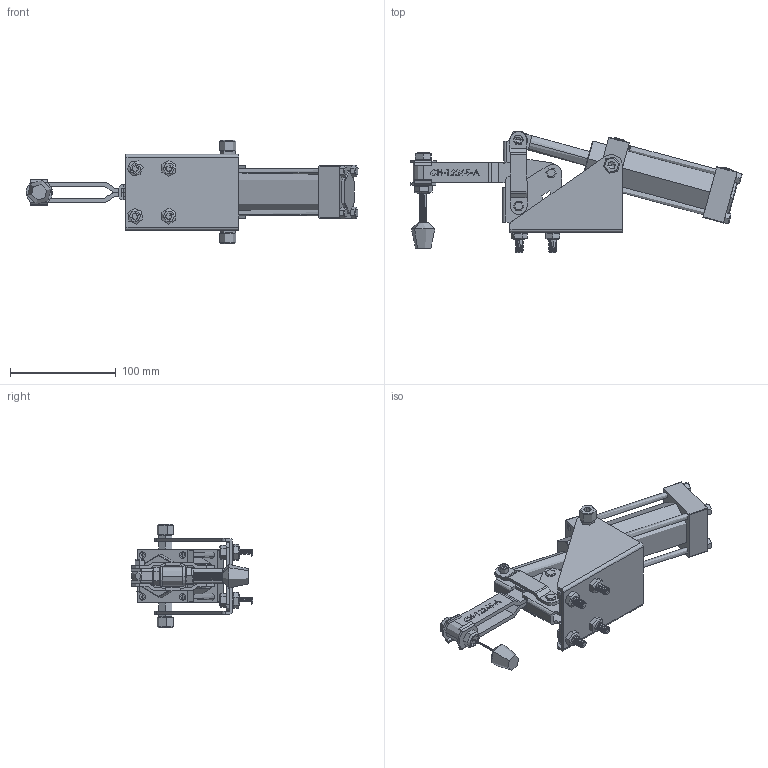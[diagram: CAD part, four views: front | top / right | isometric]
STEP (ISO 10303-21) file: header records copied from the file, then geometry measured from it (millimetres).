
FILE_DESCRIPTION (( 'STEP AP203' ), '1' );
FILE_NAME ('CH-12265-A.STEP', '2024-04-22T10:09:45', ( 'User' ), ( 'china' ), 'SwSTEP 2.0', 'SolidWorks 2018', '' );
FILE_SCHEMA (( 'CONFIG_CONTROL_DESIGN' ));
Length unit declared in the file: millimetre
Products named in the file (60): Air cylinder-2; Air cylinder-1; CH-12265-A-01; Air cylinder-3; CH-12265-A-02; M8-25; M8; M10-20; CH-12265-01; G18黑; CH-12265-05; CH-12265-06; CH-12265-A-04; CH-12265-02; CH-12265-A-03; CH-FC-38312; CH-12265-A; 14RIVET; CH-FW-380; 20RIVET; 38312; M6-25
Assembly tree (56 placements, depth 2):
  CH-12265-A-02
  G18黑
  CH-12265-05
  CH-12265-06
  CH-12265-A-04
Bounding box: 314.45 x 115 x 98 mm (x, y, z)
Volume: 405669.9 mm3; surface area: 164857.2 mm2
Topology: 39 solids, 40 shells, 1831 faces, 4918 edges, 3242 vertices
Faces by surface type: cylinder 930, plane 535, cone 186, bspline 136, torus 44
Entity records: 75403 total; most frequent: CARTESIAN_POINT 40584, ORIENTED_EDGE 6698, DIRECTION 5171, EDGE_CURVE 3349, VERTEX_POINT 2194, AXIS2_PLACEMENT_3D 1795, VECTOR 1581, LINE 1581
